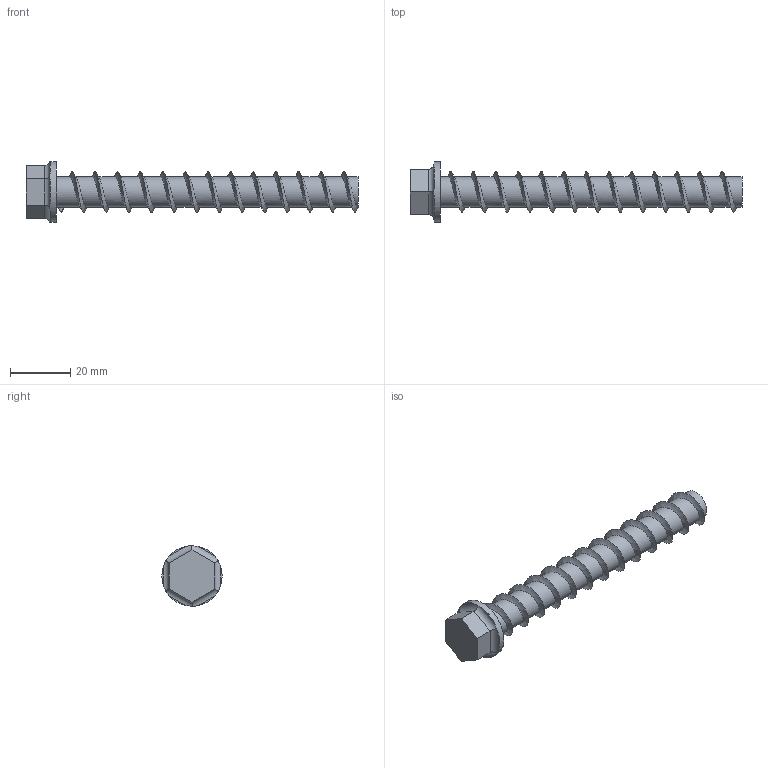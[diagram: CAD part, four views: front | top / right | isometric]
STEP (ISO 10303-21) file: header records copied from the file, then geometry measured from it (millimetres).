
FILE_DESCRIPTION(/* description */ ('KriTec Schraubanker Typ S Ø10x100'),/* implementation_level */ '2;1');
FILE_NAME(/* name */ '17251_KriTec_Schraubanker_Typ_S_D10x100_2.stp',/* time_stamp */ '2022-08-16T15:07:34+02:00',/* author */ ('Nell'),/* organization */ (''),/* preprocessor_version */ 'ST-DEVELOPER v17',/* originating_system */ 'Autodesk Inventor 2018',/* authorisation */ '');
FILE_SCHEMA (('AUTOMOTIVE_DESIGN { 1 0 10303 214 3 1 1 }'));
Length unit declared in the file: millimetre
Products named in the file (1): 17251
Bounding box: 110 x 20 x 20 mm (x, y, z)
Volume: 10828.9 mm3; surface area: 5509.3 mm2
Topology: 1 solids, 1 shells, 40 faces, 101 edges, 64 vertices
Faces by surface type: cylinder 21, plane 17, bspline 2
Full cylindrical faces by diameter (mm): 10 x14, 20 x1
Entity records: 3427 total; most frequent: CARTESIAN_POINT 2496, ORIENTED_EDGE 202, DIRECTION 157, EDGE_CURVE 101, VERTEX_POINT 64, AXIS2_PLACEMENT_3D 56, LINE 45, VECTOR 45
